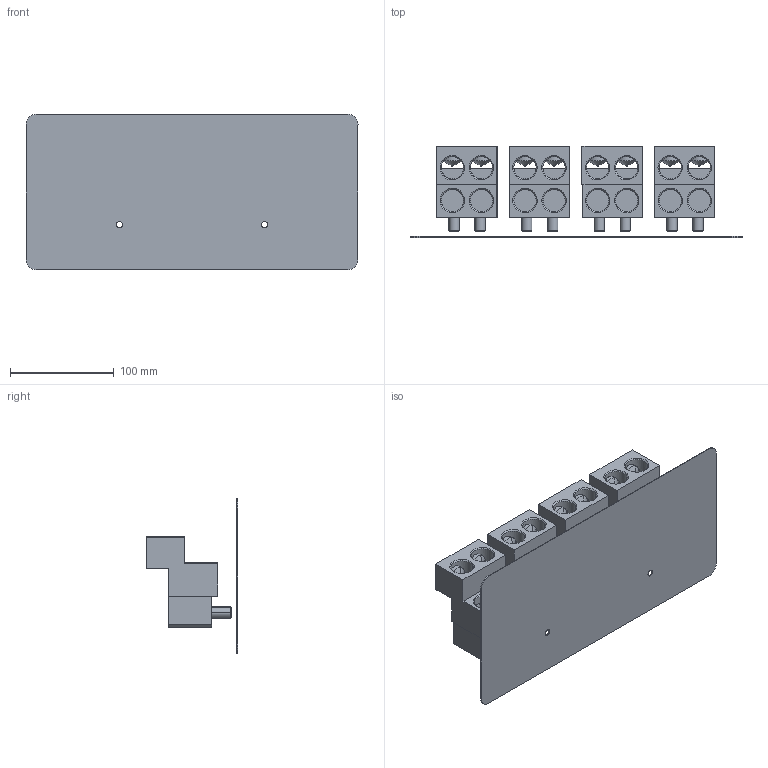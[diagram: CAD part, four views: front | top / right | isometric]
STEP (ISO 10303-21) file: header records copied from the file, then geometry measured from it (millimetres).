
FILE_DESCRIPTION((''),'2;1');
FILE_NAME('1SDH002065A1413_IGES','2019-07-03T',('ITSTCAR1'),(''),'CREO PARAMETRIC BY PTC INC, 2016050','CREO PARAMETRIC BY PTC INC, 2016050','');
FILE_SCHEMA(('AUTOMOTIVE_DESIGN { 1 0 10303 214 1 1 1 1 }'));
Length unit declared in the file: millimetre
Products named in the file (1): 1SDH002065A1413_IGES
Bounding box: 320 x 88 x 150 mm (x, y, z)
Volume: 694227 mm3; surface area: 273275 mm2
Topology: 13 solids, 13 shells, 662 faces, 1758 edges, 1146 vertices
Faces by surface type: plane 302, cylinder 184, cone 112, sphere 32, torus 32
Entity records: 29484 total; most frequent: CARTESIAN_POINT 7280, DIRECTION 3684, ORIENTED_EDGE 3452, EDGE_CURVE 1726, AXIS2_PLACEMENT_3D 1376, VERTEX_POINT 1146, VECTOR 932, LINE 932
